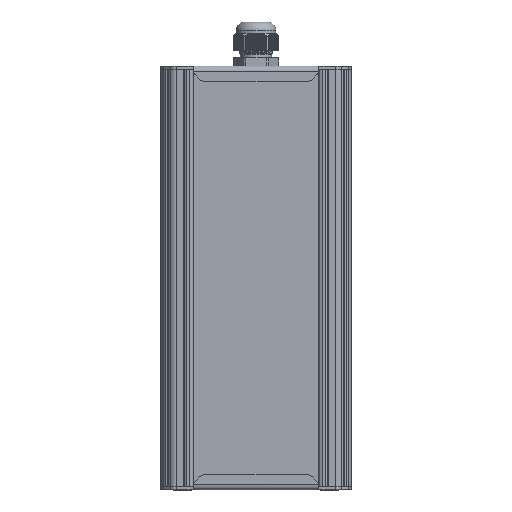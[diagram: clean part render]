
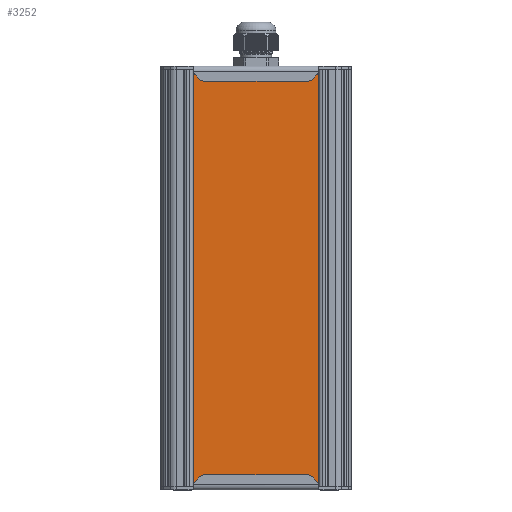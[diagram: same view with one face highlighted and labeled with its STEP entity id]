
A CAD part, front view. The second image highlights one B-rep face of the part: STEP entity #3252.
In plain terms, the highlighted face is planar.
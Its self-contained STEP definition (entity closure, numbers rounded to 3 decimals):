
#3252=ADVANCED_FACE('',(#15718),#15720,.T.);
#15718=FACE_BOUND('',#15719,.T.);
#15719=EDGE_LOOP('',(#29900,#29901,#29902,#29903));
#15720=PLANE('',#15721);
#15721=AXIS2_PLACEMENT_3D('',#15722,#15723,#15724);
#15722=CARTESIAN_POINT('',(120.465,593.492,117.308));
#15723=DIRECTION('',(0.,0.,-1.));
#15724=DIRECTION('',(0.,1.,0.));
#29900=ORIENTED_EDGE('',*,*,#37616,.T.);
#29901=ORIENTED_EDGE('',*,*,#37615,.T.);
#29902=ORIENTED_EDGE('',*,*,#37617,.T.);
#29903=ORIENTED_EDGE('',*,*,#37618,.F.);
#37615=EDGE_CURVE('',#43801,#43806,#43808,.T.);
#37616=EDGE_CURVE('',#43809,#43801,#43810,.F.);
#37617=EDGE_CURVE('',#43806,#43811,#43812,.T.);
#37618=EDGE_CURVE('',#43809,#43811,#43813,.T.);
#43801=VERTEX_POINT('',#63561);
#43806=VERTEX_POINT('',#63570);
#43808=LINE('',#63574,#63575);
#43809=VERTEX_POINT('',#63577);
#43810=LINE('',#63578,#63579);
#43811=VERTEX_POINT('',#63581);
#43812=LINE('',#63582,#63583);
#43813=LINE('',#63585,#63586);
#63561=CARTESIAN_POINT('',(145.465,679.838,117.308));
#63570=CARTESIAN_POINT('',(391.465,679.838,117.308));
#63574=CARTESIAN_POINT('',(145.465,679.838,117.308));
#63575=VECTOR('',#63576,1.);
#63576=DIRECTION('',(1.,0.,0.));
#63577=CARTESIAN_POINT('',(145.465,593.492,117.308));
#63578=CARTESIAN_POINT('',(145.465,679.838,117.308));
#63579=VECTOR('',#63580,1.);
#63580=DIRECTION('',(0.,-1.,0.));
#63581=CARTESIAN_POINT('',(391.465,593.492,117.308));
#63582=CARTESIAN_POINT('',(391.465,679.838,117.308));
#63583=VECTOR('',#63584,1.);
#63584=DIRECTION('',(0.,-1.,0.));
#63585=CARTESIAN_POINT('',(145.465,593.492,117.308));
#63586=VECTOR('',#63587,1.);
#63587=DIRECTION('',(1.,0.,0.));
